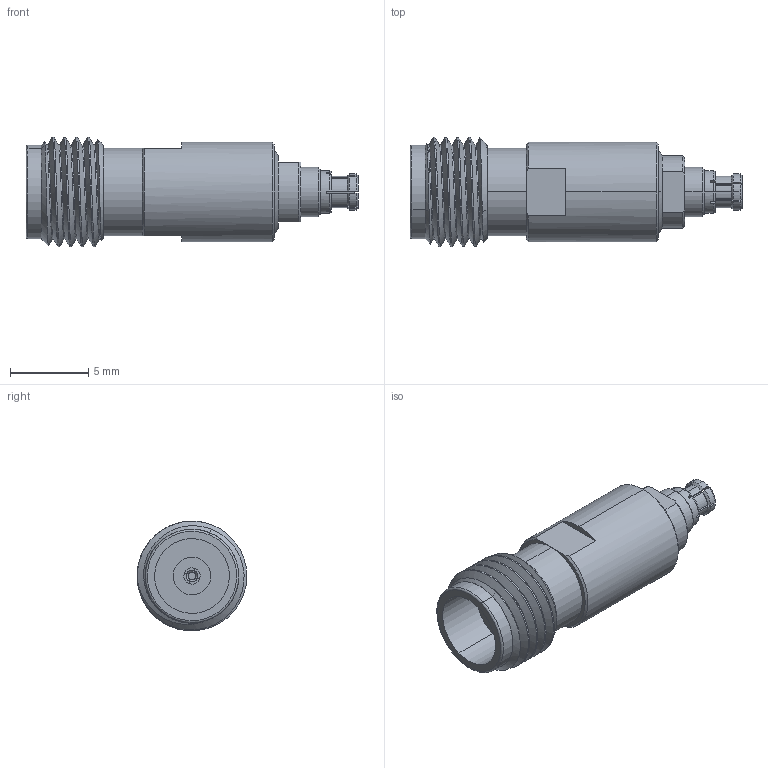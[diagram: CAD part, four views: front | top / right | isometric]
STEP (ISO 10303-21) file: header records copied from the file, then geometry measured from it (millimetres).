
FILE_DESCRIPTION (( 'STEP AP203' ), '1' );
FILE_NAME ('PE91123.step', '2018-08-06T22:23:09', ( '' ), ( '' ), 'SwSTEP 2.0', 'SolidWorks 2017', '' );
FILE_SCHEMA (( 'CONFIG_CONTROL_DESIGN' ));
Length unit declared in the file: inch
Products named in the file (1): PE91123
Bounding box: 21.18 x 7 x 6.99 mm (x, y, z)
Volume: 452 mm3; surface area: 648.8 mm2
Topology: 2 solids, 2 shells, 186 faces, 497 edges, 325 vertices
Faces by surface type: plane 76, cone 50, cylinder 49, bspline 9, torus 2
Entity records: 7704 total; most frequent: CARTESIAN_POINT 3090, ORIENTED_EDGE 994, DIRECTION 914, EDGE_CURVE 497, AXIS2_PLACEMENT_3D 352, VERTEX_POINT 325, LINE 210, VECTOR 210
